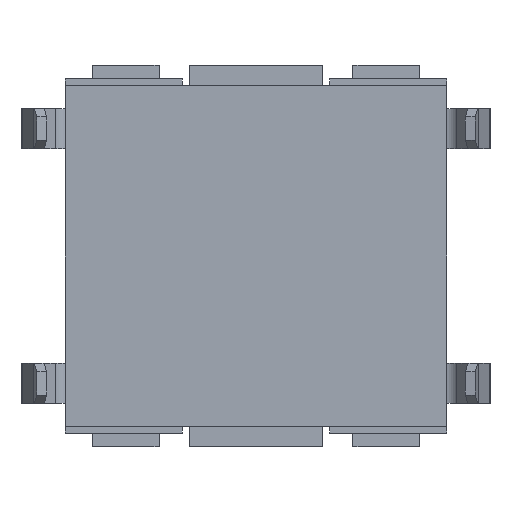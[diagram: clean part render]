
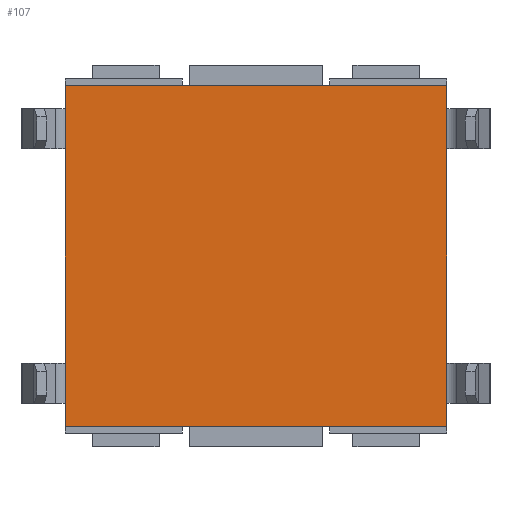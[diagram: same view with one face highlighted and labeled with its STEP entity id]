
A CAD part, front view. The second image highlights one B-rep face of the part: STEP entity #107.
In plain terms, the highlighted planar face has unit normal (0, -1, 0).
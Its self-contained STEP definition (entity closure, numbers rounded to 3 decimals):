
#82 = EDGE_CURVE ( 'NONE', #1404, #1447, #496, .T. ) ;
#89 = EDGE_CURVE ( 'NONE', #1480, #1352, #481, .T. ) ;
#107 = ADVANCED_FACE ( 'NONE', ( #514 ), #513, .T. ) ;
#108 = EDGE_LOOP ( 'NONE', ( #131, #132, #133, #134 ) ) ;
#131 = ORIENTED_EDGE ( 'NONE', *, *, #82, .T. ) ;
#132 = ORIENTED_EDGE ( 'NONE', *, *, #1354, .F. ) ;
#133 = ORIENTED_EDGE ( 'NONE', *, *, #89, .F. ) ;
#134 = ORIENTED_EDGE ( 'NONE', *, *, #1406, .F. ) ;
#478 = DIRECTION ( 'NONE',  ( 1., 0., 0. ) ) ;
#479 = VECTOR ( 'NONE', #478, 1000. ) ;
#480 = CARTESIAN_POINT ( 'NONE',  ( 5.7, 0., 5.1 ) ) ;
#481 = LINE ( 'NONE', #480, #479 ) ;
#493 = DIRECTION ( 'NONE',  ( 1., 0., 0. ) ) ;
#494 = VECTOR ( 'NONE', #493, 1000. ) ;
#495 = CARTESIAN_POINT ( 'NONE',  ( -5.7, 0., -5.1 ) ) ;
#496 = LINE ( 'NONE', #495, #494 ) ;
#509 = DIRECTION ( 'NONE',  ( 0., 0., -1. ) ) ;
#510 = DIRECTION ( 'NONE',  ( 0., -1., 0. ) ) ;
#511 = CARTESIAN_POINT ( 'NONE',  ( 5.7, 0., 5.1 ) ) ;
#512 = AXIS2_PLACEMENT_3D ( 'NONE', #511, #510, #509 ) ;
#513 = PLANE ( 'NONE',  #512 ) ;
#514 = FACE_OUTER_BOUND ( 'NONE', #108, .T. ) ;
#1352 = VERTEX_POINT ( 'NONE', #3384 ) ;
#1354 = EDGE_CURVE ( 'NONE', #1352, #1447, #3383, .T. ) ;
#1404 = VERTEX_POINT ( 'NONE', #3436 ) ;
#1406 = EDGE_CURVE ( 'NONE', #1404, #1480, #3434, .T. ) ;
#1447 = VERTEX_POINT ( 'NONE', #3553 ) ;
#1480 = VERTEX_POINT ( 'NONE', #3562 ) ;
#3380 = DIRECTION ( 'NONE',  ( 0., 0., -1. ) ) ;
#3381 = VECTOR ( 'NONE', #3380, 1000. ) ;
#3382 = CARTESIAN_POINT ( 'NONE',  ( 5.7, 0., 0. ) ) ;
#3383 = LINE ( 'NONE', #3382, #3381 ) ;
#3384 = CARTESIAN_POINT ( 'NONE',  ( 5.7, 0., 5.1 ) ) ;
#3431 = DIRECTION ( 'NONE',  ( 0., 0., 1. ) ) ;
#3432 = VECTOR ( 'NONE', #3431, 1000. ) ;
#3433 = CARTESIAN_POINT ( 'NONE',  ( -5.7, 0., 0. ) ) ;
#3434 = LINE ( 'NONE', #3433, #3432 ) ;
#3436 = CARTESIAN_POINT ( 'NONE',  ( -5.7, 0., -5.1 ) ) ;
#3553 = CARTESIAN_POINT ( 'NONE',  ( 5.7, 0., -5.1 ) ) ;
#3562 = CARTESIAN_POINT ( 'NONE',  ( -5.7, 0., 5.1 ) ) ;
